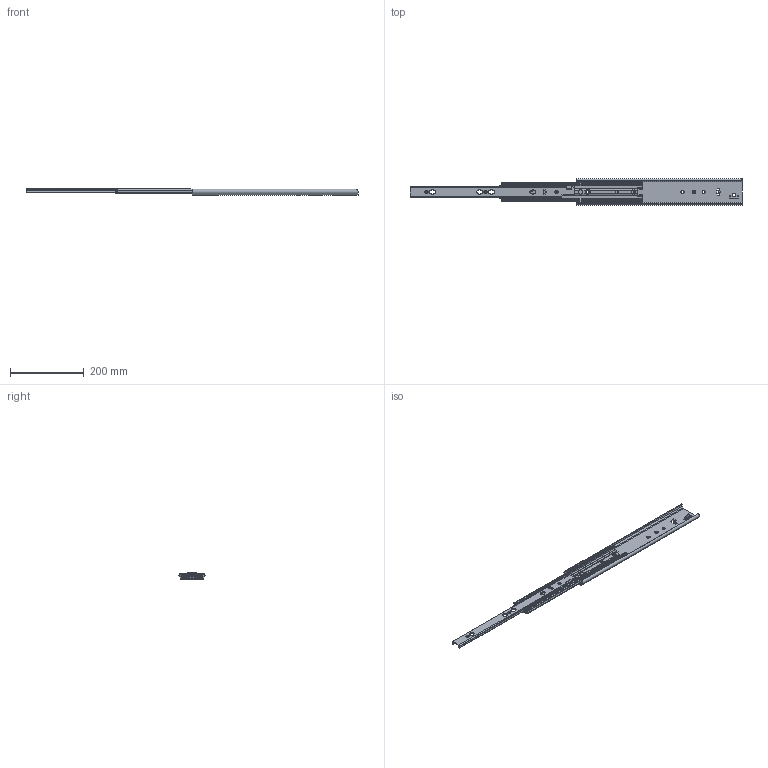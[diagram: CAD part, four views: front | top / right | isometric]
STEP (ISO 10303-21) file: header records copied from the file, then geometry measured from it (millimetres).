
FILE_DESCRIPTION(/* description */ ('TITAN-F- 450/450mm (18.5) Zinc-Magnesium'),/* implementation_level */ '2;1');
FILE_NAME(/* name */ 'M01-AB7_00_open.stp',/* time_stamp */ '2025-09-08T14:45:16+02:00',/* author */ ('l.hoffmann'),/* organization */ (''),/* preprocessor_version */ 'ST-DEVELOPER v20',/* originating_system */ 'Autodesk Inventor 2022',/* authorisation */ '');
FILE_SCHEMA (('AUTOMOTIVE_DESIGN { 1 0 10303 214 3 1 1 }'));
Length unit declared in the file: millimetre
Products named in the file (14): M01-F82; 511-M01-F82-TM1; 511-M01-F82-TM1_1; E000178981; E000178978; E000178977; 512-M01-F82-TM2; 512-M01-F82-TM2_1; E000178990; E000178968; E000178988; E000178987; 514-M01-F82-TM3; 514-M01-F82-TM3_1
Assembly tree (31 placements, depth 3):
  M01-F82
    511-M01-F82-TM1
      511-M01-F82-TM1_1
    E000178981
      E000178968
      E000178978
      E000178977  x10
    512-M01-F82-TM2
      512-M01-F82-TM2_1
    E000178990
      E000178968
      E000178988
      E000178987  x9
    514-M01-F82-TM3
      514-M01-F82-TM3_1
Bounding box: 900 x 70.9 x 18.4 mm (x, y, z)
Volume: 207538.3 mm3; surface area: 247178.9 mm2
Topology: 43 solids, 43 shells, 1233 faces, 3697 edges, 2457 vertices
Faces by surface type: plane 599, cylinder 554, cone 42, sphere 38
Full cylindrical faces by diameter (mm): 7.9 x18, 8 x2, 9 x20, 13 x3
Entity records: 43198 total; most frequent: CARTESIAN_POINT 9141, ORIENTED_EDGE 7174, DIRECTION 7007, EDGE_CURVE 3587, VERTEX_POINT 2389, AXIS2_PLACEMENT_3D 2379, LINE 2249, VECTOR 2249
